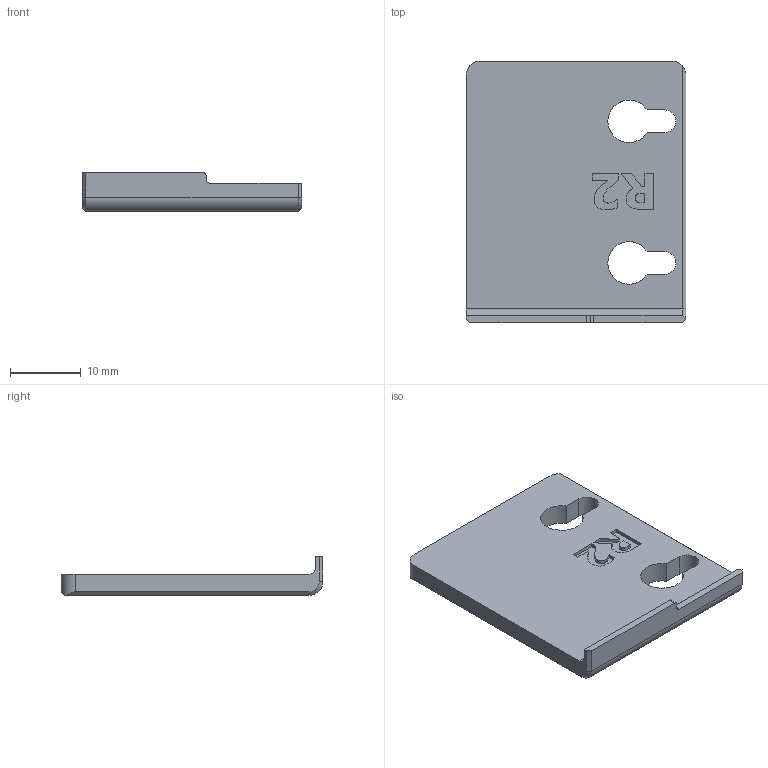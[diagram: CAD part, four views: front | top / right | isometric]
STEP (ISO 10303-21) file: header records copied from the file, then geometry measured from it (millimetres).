
FILE_DESCRIPTION(/* description */ (''),/* implementation_level */ '2;1');
FILE_NAME(/* name */ 'rear-cable-management-plug_R.stp',/* time_stamp */ '2024-01-26T10:28:32+01:00',/* author */ ('Mikuláček'),/* organization */ (''),/* preprocessor_version */ 'ST-DEVELOPER v19.2',/* originating_system */ 'Autodesk Inventor 2023',/* authorisation */ '');
FILE_SCHEMA (('AUTOMOTIVE_DESIGN { 1 0 10303 214 3 1 1 }'));
Length unit declared in the file: millimetre
Products named in the file (1): rear-cable-management-plug
Bounding box: 31 x 36.97 x 5.5 mm (x, y, z)
Volume: 3204.6 mm3; surface area: 2746.6 mm2
Topology: 1 solids, 1 shells, 69 faces, 185 edges, 121 vertices
Faces by surface type: plane 40, bspline 16, cylinder 10, cone 3
Entity records: 2293 total; most frequent: CARTESIAN_POINT 605, ORIENTED_EDGE 370, DIRECTION 286, EDGE_CURVE 185, LINE 122, VECTOR 122, VERTEX_POINT 121, AXIS2_PLACEMENT_3D 82
